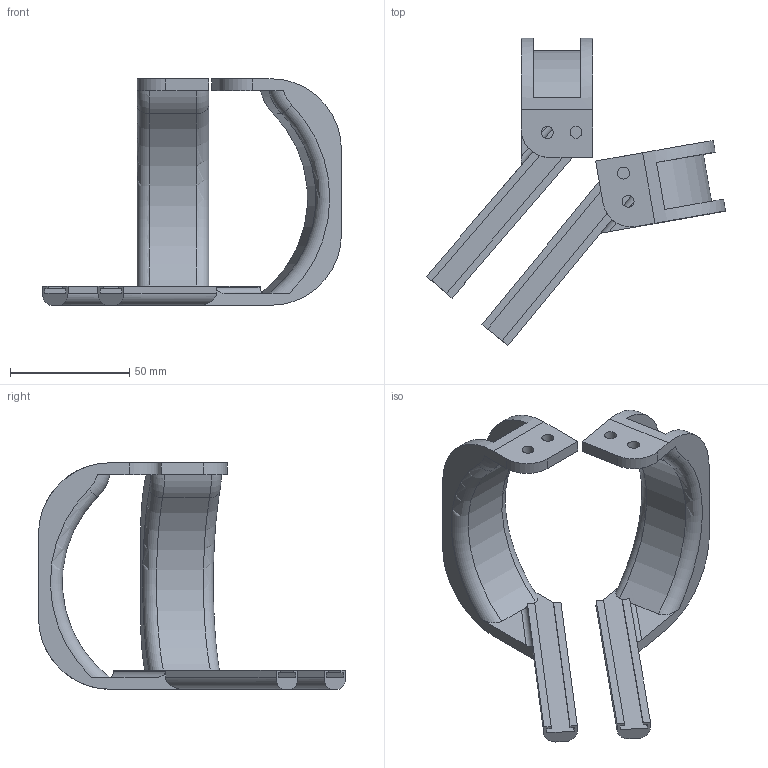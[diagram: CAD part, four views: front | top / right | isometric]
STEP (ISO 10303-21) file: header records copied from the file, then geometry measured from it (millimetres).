
FILE_DESCRIPTION(/* description */ (''),/* implementation_level */ '2;1');
FILE_NAME(/* name */ 'joy_con_holder_r&l.step',/* time_stamp */ '2025-07-12T21:22:52+08:00',/* author */ (''),/* organization */ (''),/* preprocessor_version */ 'ST-DEVELOPER v20.1',/* originating_system */ 'Autodesk Translation Framework v14.10.0.0',/* authorisation */ '');
FILE_SCHEMA (('AUTOMOTIVE_DESIGN { 1 0 10303 214 3 1 1 }'));
Length unit declared in the file: millimetre
Products named in the file (1): joy_con_holder_r&l
Bounding box: 125.4 x 128.79 x 95 mm (x, y, z)
Volume: 67185.1 mm3; surface area: 34941.4 mm2
Topology: 2 solids, 2 shells, 82 faces, 228 edges, 150 vertices
Faces by surface type: plane 52, cylinder 22, torus 8
Full cylindrical faces by diameter (mm): 5 x4
Entity records: 2800 total; most frequent: CARTESIAN_POINT 603, ORIENTED_EDGE 456, DIRECTION 450, EDGE_CURVE 228, LINE 152, VECTOR 152, VERTEX_POINT 150, AXIS2_PLACEMENT_3D 149
